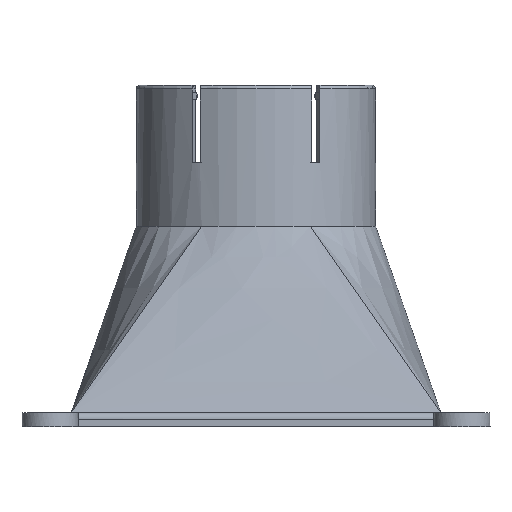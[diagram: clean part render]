
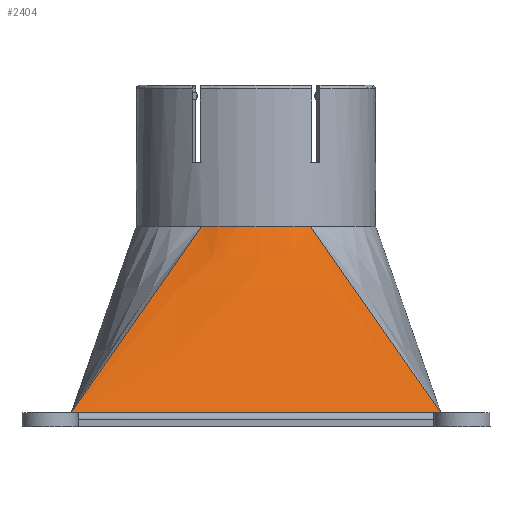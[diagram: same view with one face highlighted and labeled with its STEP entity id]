
A CAD part, left-side view. The second image highlights one B-rep face of the part: STEP entity #2404.
In plain terms, the highlighted free-form (B-spline) face has degree [3, 3] with [5, 4] control points.
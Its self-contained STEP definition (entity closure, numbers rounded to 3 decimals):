
#61=B_SPLINE_SURFACE_WITH_KNOTS('',3,3,((#4265,#4266,#4267,#4268),(#4269,
#4270,#4271,#4272),(#4273,#4274,#4275,#4276),(#4277,#4278,#4279,#4280),
(#4281,#4282,#4283,#4284)),.UNSPECIFIED.,.F.,.F.,.F.,(4,1,4),(4,4),(0.,
0.571,1.),(0.,1.),.UNSPECIFIED.);
#164=FACE_OUTER_BOUND('',#296,.T.);
#296=EDGE_LOOP('',(#1895,#1896,#1897,#1898));
#411=CIRCLE('',#2587,34.);
#642=LINE('',#4263,#826);
#643=LINE('',#4286,#827);
#644=LINE('',#4288,#828);
#826=VECTOR('',#2994,97.308);
#827=VECTOR('',#2997,10.);
#828=VECTOR('',#2998,97.308);
#1040=VERTEX_POINT('',#4260);
#1041=VERTEX_POINT('',#4262);
#1042=VERTEX_POINT('',#4285);
#1043=VERTEX_POINT('',#4287);
#1346=EDGE_CURVE('',#1040,#1041,#642,.T.);
#1348=EDGE_CURVE('',#1042,#1040,#643,.T.);
#1349=EDGE_CURVE('',#1042,#1043,#644,.T.);
#1350=EDGE_CURVE('',#1043,#1041,#411,.T.);
#1895=ORIENTED_EDGE('',*,*,#1348,.F.);
#1896=ORIENTED_EDGE('',*,*,#1349,.T.);
#1897=ORIENTED_EDGE('',*,*,#1350,.T.);
#1898=ORIENTED_EDGE('',*,*,#1346,.F.);
#2404=ADVANCED_FACE('',(#164),#61,.F.);
#2587=AXIS2_PLACEMENT_3D('',#4289,#2999,#3000);
#2994=DIRECTION('',(0.747,-0.381,0.545));
#2997=DIRECTION('',(0.,1.,0.));
#2998=DIRECTION('',(0.747,0.381,0.545));
#2999=DIRECTION('center_axis',(0.,0.,-1.));
#3000=DIRECTION('ref_axis',(-1.,0.,0.));
#4260=CARTESIAN_POINT('',(-128.,52.5,4.));
#4262=CARTESIAN_POINT('',(-55.292,15.44,57.));
#4263=CARTESIAN_POINT('',(-128.,52.5,4.));
#4265=CARTESIAN_POINT('Ctrl Pts',(-128.,-52.5,4.));
#4266=CARTESIAN_POINT('Ctrl Pts',(-103.764,-40.147,21.667));
#4267=CARTESIAN_POINT('Ctrl Pts',(-79.528,-27.793,39.333));
#4268=CARTESIAN_POINT('Ctrl Pts',(-55.292,-15.44,57.));
#4269=CARTESIAN_POINT('Ctrl Pts',(-128.,-32.5,4.));
#4270=CARTESIAN_POINT('Ctrl Pts',(-104.693,-25.001,21.667));
#4271=CARTESIAN_POINT('Ctrl Pts',(-81.372,-17.499,39.333));
#4272=CARTESIAN_POINT('Ctrl Pts',(-58.065,-10.,57.));
#4273=CARTESIAN_POINT('Ctrl Pts',(-128.,2.5,4.));
#4274=CARTESIAN_POINT('Ctrl Pts',(-105.426,1.949,21.667));
#4275=CARTESIAN_POINT('Ctrl Pts',(-82.857,1.397,39.333));
#4276=CARTESIAN_POINT('Ctrl Pts',(-60.283,0.846,57.));
#4277=CARTESIAN_POINT('Ctrl Pts',(-128.,37.5,4.));
#4278=CARTESIAN_POINT('Ctrl Pts',(-104.457,28.788,21.667));
#4279=CARTESIAN_POINT('Ctrl Pts',(-80.914,20.073,39.333));
#4280=CARTESIAN_POINT('Ctrl Pts',(-57.371,11.36,57.));
#4281=CARTESIAN_POINT('Ctrl Pts',(-128.,52.5,4.));
#4282=CARTESIAN_POINT('Ctrl Pts',(-103.764,40.147,21.667));
#4283=CARTESIAN_POINT('Ctrl Pts',(-79.528,27.793,39.333));
#4284=CARTESIAN_POINT('Ctrl Pts',(-55.292,15.44,57.));
#4285=CARTESIAN_POINT('',(-128.,-52.5,4.));
#4286=CARTESIAN_POINT('',(-128.,-52.5,4.));
#4287=CARTESIAN_POINT('',(-55.292,-15.44,57.));
#4288=CARTESIAN_POINT('',(-128.,-52.5,4.));
#4289=CARTESIAN_POINT('Origin',(-25.,0.,57.));
